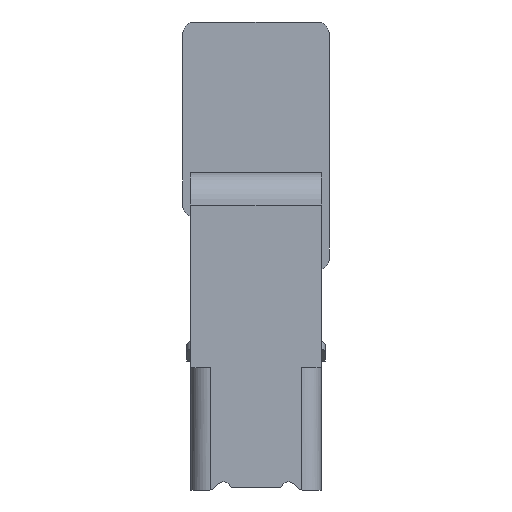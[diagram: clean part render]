
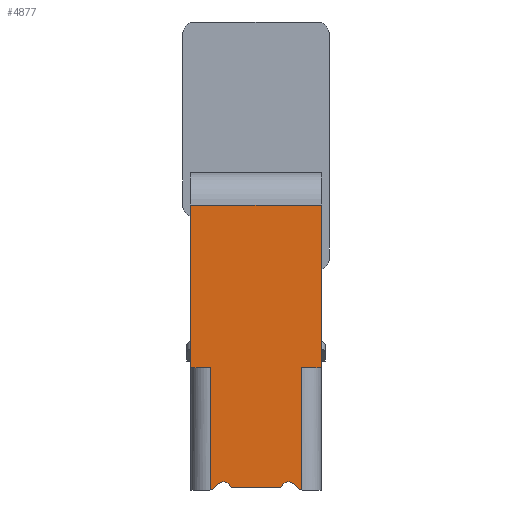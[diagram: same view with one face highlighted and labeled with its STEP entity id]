
A CAD part, front view. The second image highlights one B-rep face of the part: STEP entity #4877.
In plain terms, the highlighted planar face has unit normal (0, -1, 0).
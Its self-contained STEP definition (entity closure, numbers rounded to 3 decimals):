
#1349=DIRECTION('',(-1.,0.,0.));
#1350=VECTOR('',#1349,1.6);
#1351=CARTESIAN_POINT('',(0.8,-1.025,-0.4));
#1352=LINE('',#1351,#1350);
#1431=CARTESIAN_POINT('',(0.4,-1.025,-3.9));
#1432=DIRECTION('',(0.,-1.,0.));
#1433=DIRECTION('',(0.866,0.,0.5));
#1434=AXIS2_PLACEMENT_3D('',#1431,#1432,#1433);
#1436=DIRECTION('',(-1.,0.,0.));
#1437=VECTOR('',#1436,0.609);
#1438=CARTESIAN_POINT('',(0.305,-1.025,-3.87));
#1439=LINE('',#1438,#1437);
#1440=CARTESIAN_POINT('',(-0.4,-1.025,-3.9));
#1441=DIRECTION('',(0.,-1.,0.));
#1442=DIRECTION('',(0.954,0.,0.3));
#1443=AXIS2_PLACEMENT_3D('',#1440,#1441,#1442);
#1445=CARTESIAN_POINT('',(-0.573,-1.025,-3.8));
#1446=DIRECTION('',(0.,1.,0.));
#1447=DIRECTION('',(0.866,0.,-0.5));
#1448=AXIS2_PLACEMENT_3D('',#1445,#1446,#1447);
#1450=DIRECTION('',(0.,0.,-1.));
#1451=VECTOR('',#1450,2.);
#1452=CARTESIAN_POINT('',(0.8,-1.025,-0.4));
#1453=LINE('',#1452,#1451);
#1454=DIRECTION('',(-1.,0.,0.));
#1455=VECTOR('',#1454,0.24);
#1456=CARTESIAN_POINT('',(0.8,-1.025,-2.4));
#1457=LINE('',#1456,#1455);
#1458=CARTESIAN_POINT('',(0.573,-1.025,-3.8));
#1459=DIRECTION('',(0.,1.,0.));
#1460=DIRECTION('',(-0.132,0.,-0.991));
#1461=AXIS2_PLACEMENT_3D('',#1458,#1459,#1460);
#1497=DIRECTION('',(0.,0.,-1.));
#1498=VECTOR('',#1497,1.499);
#1499=CARTESIAN_POINT('',(-0.56,-1.025,-2.4));
#1500=LINE('',#1499,#1498);
#1739=DIRECTION('',(1.,0.,0.));
#1740=VECTOR('',#1739,0.24);
#1741=CARTESIAN_POINT('',(-0.8,-1.025,-2.4));
#1742=LINE('',#1741,#1740);
#1751=DIRECTION('',(0.,0.,-1.));
#1752=VECTOR('',#1751,2.);
#1753=CARTESIAN_POINT('',(-0.8,-1.025,-0.4));
#1754=LINE('',#1753,#1752);
#2026=DIRECTION('',(0.,0.,1.));
#2027=VECTOR('',#2026,1.499);
#2028=CARTESIAN_POINT('',(0.56,-1.025,-3.899));
#2029=LINE('',#2028,#2027);
#2587=CARTESIAN_POINT('',(-0.8,-1.025,-0.4));
#2588=VERTEX_POINT('',#2587);
#2591=CARTESIAN_POINT('',(0.8,-1.025,-0.4));
#2592=VERTEX_POINT('',#2591);
#2615=CARTESIAN_POINT('',(0.487,-1.025,-3.85));
#2616=CARTESIAN_POINT('',(0.305,-1.025,-3.87));
#2617=VERTEX_POINT('',#2615);
#2618=VERTEX_POINT('',#2616);
#2619=CARTESIAN_POINT('',(-0.305,-1.025,-3.87));
#2620=VERTEX_POINT('',#2619);
#2621=CARTESIAN_POINT('',(-0.487,-1.025,-3.85));
#2622=VERTEX_POINT('',#2621);
#2623=CARTESIAN_POINT('',(-0.56,-1.025,-3.899));
#2624=VERTEX_POINT('',#2623);
#2625=CARTESIAN_POINT('',(-0.56,-1.025,-2.4));
#2626=VERTEX_POINT('',#2625);
#2627=CARTESIAN_POINT('',(-0.8,-1.025,-2.4));
#2628=VERTEX_POINT('',#2627);
#2629=CARTESIAN_POINT('',(0.8,-1.025,-2.4));
#2630=VERTEX_POINT('',#2629);
#2631=CARTESIAN_POINT('',(0.56,-1.025,-2.4));
#2632=VERTEX_POINT('',#2631);
#2633=CARTESIAN_POINT('',(0.56,-1.025,-3.899));
#2634=VERTEX_POINT('',#2633);
#4848=CARTESIAN_POINT('',(0.8,-1.025,-3.9));
#4849=DIRECTION('',(0.,-1.,0.));
#4850=DIRECTION('',(0.,0.,1.));
#4851=AXIS2_PLACEMENT_3D('',#4848,#4849,#4850);
#4852=PLANE('',#4851);
#4853=ORIENTED_EDGE('',*,*,#4838,.T.);
#4855=ORIENTED_EDGE('',*,*,#4854,.T.);
#4857=ORIENTED_EDGE('',*,*,#4856,.T.);
#4859=ORIENTED_EDGE('',*,*,#4858,.T.);
#4861=ORIENTED_EDGE('',*,*,#4860,.F.);
#4863=ORIENTED_EDGE('',*,*,#4862,.F.);
#4865=ORIENTED_EDGE('',*,*,#4864,.F.);
#4866=ORIENTED_EDGE('',*,*,#4742,.F.);
#4868=ORIENTED_EDGE('',*,*,#4867,.T.);
#4870=ORIENTED_EDGE('',*,*,#4869,.T.);
#4872=ORIENTED_EDGE('',*,*,#4871,.F.);
#4874=ORIENTED_EDGE('',*,*,#4873,.T.);
#4875=EDGE_LOOP('',(#4853,#4855,#4857,#4859,#4861,#4863,#4865,#4866,#4868,#4870,
#4872,#4874));
#4876=FACE_OUTER_BOUND('',#4875,.F.);
#1435=CIRCLE('',#1434,0.1);
#1444=CIRCLE('',#1443,0.1);
#1449=CIRCLE('',#1448,0.1);
#1462=CIRCLE('',#1461,0.1);
#4742=EDGE_CURVE('',#2592,#2588,#1352,.T.);
#4838=EDGE_CURVE('',#2617,#2618,#1435,.T.);
#4854=EDGE_CURVE('',#2618,#2620,#1439,.T.);
#4856=EDGE_CURVE('',#2620,#2622,#1444,.T.);
#4858=EDGE_CURVE('',#2622,#2624,#1449,.T.);
#4860=EDGE_CURVE('',#2626,#2624,#1500,.T.);
#4862=EDGE_CURVE('',#2628,#2626,#1742,.T.);
#4864=EDGE_CURVE('',#2588,#2628,#1754,.T.);
#4867=EDGE_CURVE('',#2592,#2630,#1453,.T.);
#4869=EDGE_CURVE('',#2630,#2632,#1457,.T.);
#4871=EDGE_CURVE('',#2634,#2632,#2029,.T.);
#4873=EDGE_CURVE('',#2634,#2617,#1462,.T.);
#4877=ADVANCED_FACE('',(#4876),#4852,.T.);
